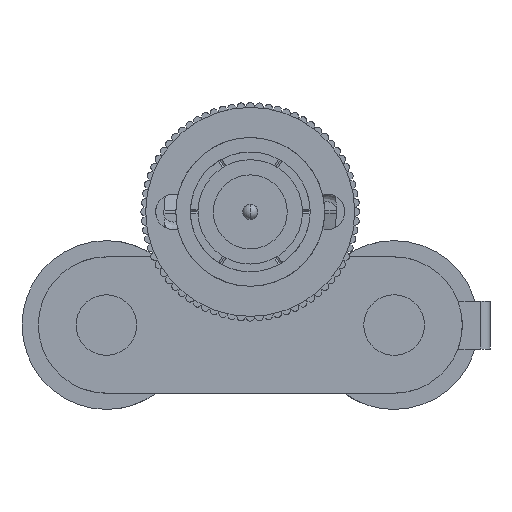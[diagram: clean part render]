
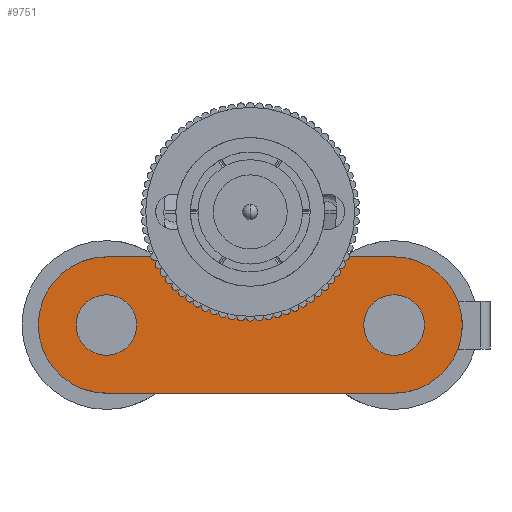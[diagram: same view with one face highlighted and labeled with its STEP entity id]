
A CAD part, front view. The second image highlights one B-rep face of the part: STEP entity #9751.
In plain terms, the highlighted planar face has unit normal (0, -1, 0).
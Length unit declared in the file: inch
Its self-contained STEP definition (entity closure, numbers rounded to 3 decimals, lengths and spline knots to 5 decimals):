
#451 = VERTEX_POINT ( 'NONE', #10676 ) ;
#2368 = EDGE_CURVE ( 'NONE', #20100, #20105, #11616, .T. ) ;
#4592 = CARTESIAN_POINT ( 'NONE',  ( -0.375, -0.385, 0.295 ) ) ;
#4642 = CARTESIAN_POINT ( 'NONE',  ( -0.5575, -0.385, 0.295 ) ) ;
#4643 = DIRECTION ( 'NONE',  ( -1., 0., 0. ) ) ;
#4644 = VECTOR ( 'NONE', #4643, 39.37008 ) ;
#4645 = CARTESIAN_POINT ( 'NONE',  ( 0., -0.385, 0.1775 ) ) ;
#4646 = LINE ( 'NONE', #4645, #4644 ) ;
#4647 = DIRECTION ( 'NONE',  ( 0., 0., -1. ) ) ;
#4648 = DIRECTION ( 'NONE',  ( 0., -1., 0. ) ) ;
#4649 = AXIS2_PLACEMENT_3D ( 'NONE', #4592, #4648, #4647 ) ;
#4650 = CIRCLE ( 'NONE', #4649, 0.1825 ) ;
#4651 = DIRECTION ( 'NONE',  ( 0., -1., 0. ) ) ;
#4652 = AXIS2_PLACEMENT_3D ( 'NONE', #4658, #4651, #4716 ) ;
#4653 = CIRCLE ( 'NONE', #4652, 0.079 ) ;
#4658 = CARTESIAN_POINT ( 'NONE',  ( 0., -0.385, 0. ) ) ;
#4678 = DIRECTION ( 'NONE',  ( 1., 0., 0. ) ) ;
#4679 = VECTOR ( 'NONE', #4678, 39.37008 ) ;
#4680 = CARTESIAN_POINT ( 'NONE',  ( 0., -0.385, -0.1775 ) ) ;
#4681 = LINE ( 'NONE', #4680, #4679 ) ;
#4716 = DIRECTION ( 'NONE',  ( 0., 0., -1. ) ) ;
#4826 = CARTESIAN_POINT ( 'NONE',  ( -0.5575, -0.385, 0.1775 ) ) ;
#4827 = DIRECTION ( 'NONE',  ( 0., 0., -1. ) ) ;
#4828 = VECTOR ( 'NONE', #4827, 39.37008 ) ;
#4829 = CARTESIAN_POINT ( 'NONE',  ( -0.5575, -0.385, 0.1775 ) ) ;
#4830 = LINE ( 'NONE', #4829, #4828 ) ;
#4836 = CARTESIAN_POINT ( 'NONE',  ( -0.1925, -0.385, 0.295 ) ) ;
#4869 = DIRECTION ( 'NONE',  ( -1., 0., 0. ) ) ;
#4870 = VECTOR ( 'NONE', #4869, 39.37008 ) ;
#4871 = CARTESIAN_POINT ( 'NONE',  ( 0., -0.385, 0.1775 ) ) ;
#4872 = LINE ( 'NONE', #4871, #4870 ) ;
#4949 = CARTESIAN_POINT ( 'NONE',  ( -0.75, -0.385, 0.079 ) ) ;
#5386 = DIRECTION ( 'NONE',  ( 0., 0., -1. ) ) ;
#5387 = DIRECTION ( 'NONE',  ( 0., -1., 0. ) ) ;
#5388 = CARTESIAN_POINT ( 'NONE',  ( 0., -0.385, 0. ) ) ;
#5389 = AXIS2_PLACEMENT_3D ( 'NONE', #5388, #5387, #5386 ) ;
#5394 = CIRCLE ( 'NONE', #5389, 0.079 ) ;
#7498 = CARTESIAN_POINT ( 'NONE',  ( -0.1925, -0.385, 0.1775 ) ) ;
#7502 = DIRECTION ( 'NONE',  ( 0., 0., 1. ) ) ;
#7503 = DIRECTION ( 'NONE',  ( 0., 1., 0. ) ) ;
#7504 = CARTESIAN_POINT ( 'NONE',  ( 0., -0.385, 0. ) ) ;
#7505 = AXIS2_PLACEMENT_3D ( 'NONE', #7504, #7503, #7502 ) ;
#7506 = PLANE ( 'NONE',  #7505 ) ;
#7507 = FACE_BOUND ( 'NONE', #15989, .T. ) ;
#7508 = FACE_BOUND ( 'NONE', #17535, .T. ) ;
#7514 = FACE_OUTER_BOUND ( 'NONE', #20109, .T. ) ;
#7515 = CARTESIAN_POINT ( 'NONE',  ( 0., -0.385, 0.079 ) ) ;
#7516 = CARTESIAN_POINT ( 'NONE',  ( -0.75, -0.385, -0.079 ) ) ;
#7517 = DIRECTION ( 'NONE',  ( 0., 0., -1. ) ) ;
#7518 = DIRECTION ( 'NONE',  ( 0., 1., 0. ) ) ;
#7519 = AXIS2_PLACEMENT_3D ( 'NONE', #7526, #7518, #7517 ) ;
#7520 = CIRCLE ( 'NONE', #7519, 0.079 ) ;
#7526 = CARTESIAN_POINT ( 'NONE',  ( -0.75, -0.385, 0. ) ) ;
#7551 = VERTEX_POINT ( 'NONE', #7498 ) ;
#7563 = ORIENTED_EDGE ( 'NONE', *, *, #9838, .T. ) ;
#8099 = ORIENTED_EDGE ( 'NONE', *, *, #17489, .F. ) ;
#8103 = CIRCLE ( 'NONE', #8105, 0.079 ) ;
#8105 = AXIS2_PLACEMENT_3D ( 'NONE', #8617, #8614, #8613 ) ;
#8613 = DIRECTION ( 'NONE',  ( 0., 0., -1. ) ) ;
#8614 = DIRECTION ( 'NONE',  ( 0., 1., 0. ) ) ;
#8617 = CARTESIAN_POINT ( 'NONE',  ( -0.75, -0.385, 0. ) ) ;
#8661 = CARTESIAN_POINT ( 'NONE',  ( -0.75, -0.385, -0.1775 ) ) ;
#8695 = CARTESIAN_POINT ( 'NONE',  ( -0.75, -0.385, 0.1775 ) ) ;
#8696 = DIRECTION ( 'NONE',  ( 0., 0., 1. ) ) ;
#8708 = DIRECTION ( 'NONE',  ( 0., -1., 0. ) ) ;
#8709 = CARTESIAN_POINT ( 'NONE',  ( -0.75, -0.385, 0. ) ) ;
#8710 = AXIS2_PLACEMENT_3D ( 'NONE', #8709, #8708, #8696 ) ;
#8711 = CIRCLE ( 'NONE', #8710, 0.1775 ) ;
#9400 = EDGE_CURVE ( 'NONE', #9494, #18157, #7520, .T. ) ;
#9437 = LINE ( 'NONE', #9443, #9502 ) ;
#9443 = CARTESIAN_POINT ( 'NONE',  ( -0.1925, -0.385, 0.1775 ) ) ;
#9470 = CARTESIAN_POINT ( 'NONE',  ( 0., -0.385, -0.1775 ) ) ;
#9482 = CARTESIAN_POINT ( 'NONE',  ( 0., -0.385, 0.1775 ) ) ;
#9494 = VERTEX_POINT ( 'NONE', #7516 ) ;
#9501 = DIRECTION ( 'NONE',  ( 0., 0., 1. ) ) ;
#9502 = VECTOR ( 'NONE', #9501, 39.37008 ) ;
#9572 = ORIENTED_EDGE ( 'NONE', *, *, #2368, .F. ) ;
#9594 = VERTEX_POINT ( 'NONE', #7515 ) ;
#9751 = ADVANCED_FACE ( 'NONE', ( #7514, #7508, #7507 ), #7506, .F. ) ;
#9838 = EDGE_CURVE ( 'NONE', #18157, #9494, #8103, .T. ) ;
#10676 = CARTESIAN_POINT ( 'NONE',  ( 0., -0.385, -0.079 ) ) ;
#11612 = DIRECTION ( 'NONE',  ( 0., 0., 1. ) ) ;
#11613 = DIRECTION ( 'NONE',  ( 0., 1., 0. ) ) ;
#11614 = CARTESIAN_POINT ( 'NONE',  ( 0., -0.385, 0. ) ) ;
#11615 = AXIS2_PLACEMENT_3D ( 'NONE', #11614, #11613, #11612 ) ;
#11616 = CIRCLE ( 'NONE', #11615, 0.1775 ) ;
#15340 = VERTEX_POINT ( 'NONE', #8661 ) ;
#15347 = EDGE_CURVE ( 'NONE', #15348, #15340, #8711, .T. ) ;
#15348 = VERTEX_POINT ( 'NONE', #8695 ) ;
#15917 = ORIENTED_EDGE ( 'NONE', *, *, #20086, .T. ) ;
#15955 = ORIENTED_EDGE ( 'NONE', *, *, #9400, .T. ) ;
#15989 = EDGE_LOOP ( 'NONE', ( #15955, #7563 ) ) ;
#15990 = ORIENTED_EDGE ( 'NONE', *, *, #17844, .T. ) ;
#17206 = EDGE_CURVE ( 'NONE', #17824, #17210, #4650, .T. ) ;
#17207 = ORIENTED_EDGE ( 'NONE', *, *, #17208, .T. ) ;
#17208 = EDGE_CURVE ( 'NONE', #17849, #15348, #4646, .T. ) ;
#17209 = ORIENTED_EDGE ( 'NONE', *, *, #17206, .T. ) ;
#17210 = VERTEX_POINT ( 'NONE', #4642 ) ;
#17431 = EDGE_CURVE ( 'NONE', #15340, #20105, #4681, .T. ) ;
#17489 = EDGE_CURVE ( 'NONE', #451, #9594, #4653, .T. ) ;
#17535 = EDGE_LOOP ( 'NONE', ( #8099, #17703 ) ) ;
#17703 = ORIENTED_EDGE ( 'NONE', *, *, #18924, .F. ) ;
#17824 = VERTEX_POINT ( 'NONE', #4836 ) ;
#17844 = EDGE_CURVE ( 'NONE', #17210, #17849, #4830, .T. ) ;
#17849 = VERTEX_POINT ( 'NONE', #4826 ) ;
#17864 = ORIENTED_EDGE ( 'NONE', *, *, #15347, .T. ) ;
#17934 = ORIENTED_EDGE ( 'NONE', *, *, #17431, .T. ) ;
#17999 = EDGE_CURVE ( 'NONE', #20100, #7551, #4872, .T. ) ;
#18157 = VERTEX_POINT ( 'NONE', #4949 ) ;
#18924 = EDGE_CURVE ( 'NONE', #9594, #451, #5394, .T. ) ;
#20012 = ORIENTED_EDGE ( 'NONE', *, *, #17999, .T. ) ;
#20086 = EDGE_CURVE ( 'NONE', #7551, #17824, #9437, .T. ) ;
#20100 = VERTEX_POINT ( 'NONE', #9482 ) ;
#20105 = VERTEX_POINT ( 'NONE', #9470 ) ;
#20109 = EDGE_LOOP ( 'NONE', ( #20012, #15917, #17209, #15990, #17207, #17864, #17934, #9572 ) ) ;
